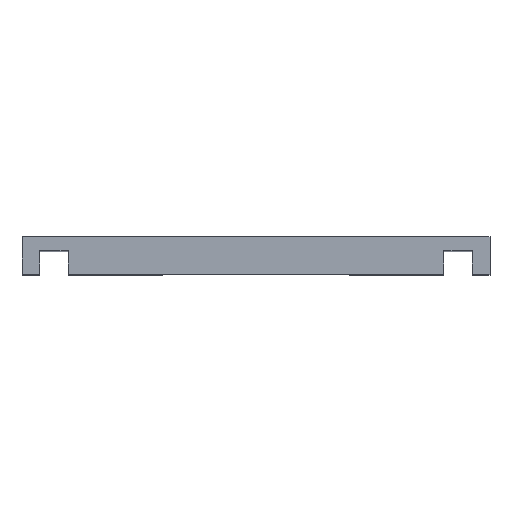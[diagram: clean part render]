
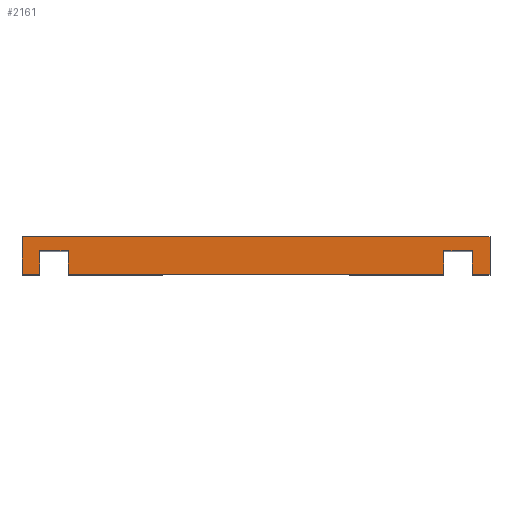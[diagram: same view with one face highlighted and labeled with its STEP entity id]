
A CAD part, top view. The second image highlights one B-rep face of the part: STEP entity #2161.
In plain terms, the highlighted planar face has unit normal (0, 0, 1).
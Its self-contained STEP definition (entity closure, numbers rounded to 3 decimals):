
#16 = CARTESIAN_POINT ( 'NONE',  ( -60.25, 7.5, 90. ) ) ;
#78 = VECTOR ( 'NONE', #1411, 1000. ) ;
#86 = DIRECTION ( 'NONE',  ( 0., -1., 0. ) ) ;
#97 = EDGE_LOOP ( 'NONE', ( #902, #620, #200, #930, #2224, #2462, #342, #993, #213, #2545, #2102, #1726 ) ) ;
#105 = CARTESIAN_POINT ( 'NONE',  ( 75., 12., 90. ) ) ;
#114 = VERTEX_POINT ( 'NONE', #505 ) ;
#146 = VERTEX_POINT ( 'NONE', #968 ) ;
#197 = LINE ( 'NONE', #1011, #2089 ) ;
#200 = ORIENTED_EDGE ( 'NONE', *, *, #1383, .T. ) ;
#213 = ORIENTED_EDGE ( 'NONE', *, *, #1886, .F. ) ;
#240 = VERTEX_POINT ( 'NONE', #1575 ) ;
#243 = DIRECTION ( 'NONE',  ( 1., 0., 0. ) ) ;
#248 = LINE ( 'NONE', #16, #1055 ) ;
#264 = LINE ( 'NONE', #2188, #1174 ) ;
#274 = VERTEX_POINT ( 'NONE', #2122 ) ;
#290 = LINE ( 'NONE', #1858, #1736 ) ;
#333 = LINE ( 'NONE', #1187, #1140 ) ;
#342 = ORIENTED_EDGE ( 'NONE', *, *, #389, .T. ) ;
#344 = PLANE ( 'NONE',  #2615 ) ;
#357 = CARTESIAN_POINT ( 'NONE',  ( 69.25, 7.5, 90. ) ) ;
#379 = DIRECTION ( 'NONE',  ( 0., -1., 0. ) ) ;
#389 = EDGE_CURVE ( 'NONE', #1345, #240, #1221, .T. ) ;
#404 = CARTESIAN_POINT ( 'NONE',  ( -60.25, 7.5, 90. ) ) ;
#441 = VECTOR ( 'NONE', #86, 1000. ) ;
#505 = CARTESIAN_POINT ( 'NONE',  ( -75., 12., 90. ) ) ;
#521 = DIRECTION ( 'NONE',  ( 0., -1., 0. ) ) ;
#526 = CARTESIAN_POINT ( 'NONE',  ( -69.25, 7.5, 90. ) ) ;
#575 = DIRECTION ( 'NONE',  ( 0., -1., 0. ) ) ;
#583 = DIRECTION ( 'NONE',  ( 1., 0., 0. ) ) ;
#620 = ORIENTED_EDGE ( 'NONE', *, *, #1420, .T. ) ;
#640 = VECTOR ( 'NONE', #521, 1000. ) ;
#748 = FACE_OUTER_BOUND ( 'NONE', #97, .T. ) ;
#751 = VERTEX_POINT ( 'NONE', #2453 ) ;
#766 = LINE ( 'NONE', #526, #441 ) ;
#786 = DIRECTION ( 'NONE',  ( 1., 0., 0. ) ) ;
#790 = DIRECTION ( 'NONE',  ( -1., 0., 0. ) ) ;
#848 = CARTESIAN_POINT ( 'NONE',  ( 75., 12., 90. ) ) ;
#891 = VERTEX_POINT ( 'NONE', #1842 ) ;
#902 = ORIENTED_EDGE ( 'NONE', *, *, #1969, .F. ) ;
#930 = ORIENTED_EDGE ( 'NONE', *, *, #1924, .F. ) ;
#963 = LINE ( 'NONE', #2023, #1847 ) ;
#967 = LINE ( 'NONE', #105, #78 ) ;
#968 = CARTESIAN_POINT ( 'NONE',  ( -60.25, 0., 90. ) ) ;
#977 = DIRECTION ( 'NONE',  ( 0., 0., -1. ) ) ;
#993 = ORIENTED_EDGE ( 'NONE', *, *, #1381, .F. ) ;
#1011 = CARTESIAN_POINT ( 'NONE',  ( -75., 12., 90. ) ) ;
#1012 = LINE ( 'NONE', #1475, #1487 ) ;
#1017 = CARTESIAN_POINT ( 'NONE',  ( 75., 0., 90. ) ) ;
#1032 = VERTEX_POINT ( 'NONE', #1391 ) ;
#1055 = VECTOR ( 'NONE', #1308, 1000. ) ;
#1140 = VECTOR ( 'NONE', #2713, 1000. ) ;
#1174 = VECTOR ( 'NONE', #243, 1000. ) ;
#1175 = VECTOR ( 'NONE', #1697, 1000. ) ;
#1187 = CARTESIAN_POINT ( 'NONE',  ( -69.25, 7.5, 90. ) ) ;
#1208 = VERTEX_POINT ( 'NONE', #357 ) ;
#1221 = LINE ( 'NONE', #1017, #1474 ) ;
#1242 = CARTESIAN_POINT ( 'NONE',  ( 60.25, 0., 90. ) ) ;
#1308 = DIRECTION ( 'NONE',  ( 0., -1., 0. ) ) ;
#1340 = VERTEX_POINT ( 'NONE', #1963 ) ;
#1345 = VERTEX_POINT ( 'NONE', #1621 ) ;
#1381 = EDGE_CURVE ( 'NONE', #891, #240, #766, .T. ) ;
#1383 = EDGE_CURVE ( 'NONE', #751, #1032, #963, .T. ) ;
#1391 = CARTESIAN_POINT ( 'NONE',  ( 75., 0., 90. ) ) ;
#1411 = DIRECTION ( 'NONE',  ( 0., -1., 0. ) ) ;
#1420 = EDGE_CURVE ( 'NONE', #1208, #751, #1012, .T. ) ;
#1444 = VERTEX_POINT ( 'NONE', #404 ) ;
#1474 = VECTOR ( 'NONE', #583, 1000. ) ;
#1475 = CARTESIAN_POINT ( 'NONE',  ( 69.25, 7.5, 90. ) ) ;
#1487 = VECTOR ( 'NONE', #379, 1000. ) ;
#1513 = EDGE_CURVE ( 'NONE', #1340, #2529, #2774, .T. ) ;
#1575 = CARTESIAN_POINT ( 'NONE',  ( -69.25, 0., 90. ) ) ;
#1608 = CARTESIAN_POINT ( 'NONE',  ( 75., 12., 90. ) ) ;
#1621 = CARTESIAN_POINT ( 'NONE',  ( -75., 0., 90. ) ) ;
#1697 = DIRECTION ( 'NONE',  ( 1., 0., 0. ) ) ;
#1719 = EDGE_CURVE ( 'NONE', #1444, #146, #248, .T. ) ;
#1726 = ORIENTED_EDGE ( 'NONE', *, *, #1513, .F. ) ;
#1736 = VECTOR ( 'NONE', #790, 1000. ) ;
#1842 = CARTESIAN_POINT ( 'NONE',  ( -69.25, 7.5, 90. ) ) ;
#1847 = VECTOR ( 'NONE', #786, 1000. ) ;
#1858 = CARTESIAN_POINT ( 'NONE',  ( 69.25, 7.5, 90. ) ) ;
#1886 = EDGE_CURVE ( 'NONE', #1444, #891, #333, .T. ) ;
#1924 = EDGE_CURVE ( 'NONE', #274, #1032, #967, .T. ) ;
#1963 = CARTESIAN_POINT ( 'NONE',  ( 60.25, 7.5, 90. ) ) ;
#1969 = EDGE_CURVE ( 'NONE', #1208, #1340, #290, .T. ) ;
#2023 = CARTESIAN_POINT ( 'NONE',  ( 75., 0., 90. ) ) ;
#2086 = EDGE_CURVE ( 'NONE', #146, #2529, #264, .T. ) ;
#2089 = VECTOR ( 'NONE', #575, 1000. ) ;
#2102 = ORIENTED_EDGE ( 'NONE', *, *, #2086, .T. ) ;
#2122 = CARTESIAN_POINT ( 'NONE',  ( 75., 12., 90. ) ) ;
#2141 = LINE ( 'NONE', #848, #1175 ) ;
#2161 = ADVANCED_FACE ( 'NONE', ( #748 ), #344, .F. ) ;
#2188 = CARTESIAN_POINT ( 'NONE',  ( 75., 0., 90. ) ) ;
#2224 = ORIENTED_EDGE ( 'NONE', *, *, #2309, .F. ) ;
#2227 = DIRECTION ( 'NONE',  ( -1., 0., 0. ) ) ;
#2267 = EDGE_CURVE ( 'NONE', #114, #1345, #197, .T. ) ;
#2309 = EDGE_CURVE ( 'NONE', #114, #274, #2141, .T. ) ;
#2453 = CARTESIAN_POINT ( 'NONE',  ( 69.25, 0., 90. ) ) ;
#2462 = ORIENTED_EDGE ( 'NONE', *, *, #2267, .T. ) ;
#2529 = VERTEX_POINT ( 'NONE', #1242 ) ;
#2545 = ORIENTED_EDGE ( 'NONE', *, *, #1719, .T. ) ;
#2615 = AXIS2_PLACEMENT_3D ( 'NONE', #1608, #977, #2227 ) ;
#2657 = CARTESIAN_POINT ( 'NONE',  ( 60.25, 7.5, 90. ) ) ;
#2713 = DIRECTION ( 'NONE',  ( -1., 0., 0. ) ) ;
#2774 = LINE ( 'NONE', #2657, #640 ) ;
